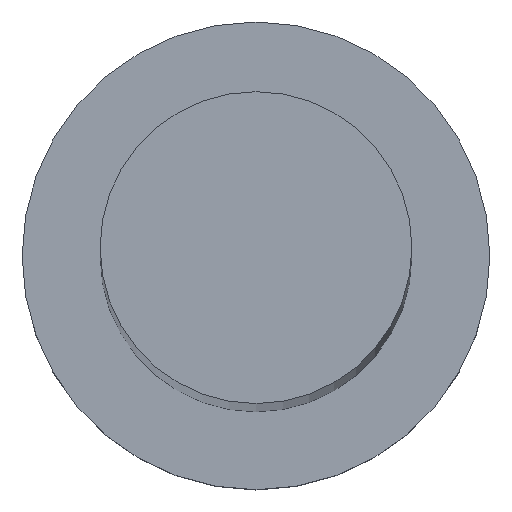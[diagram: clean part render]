
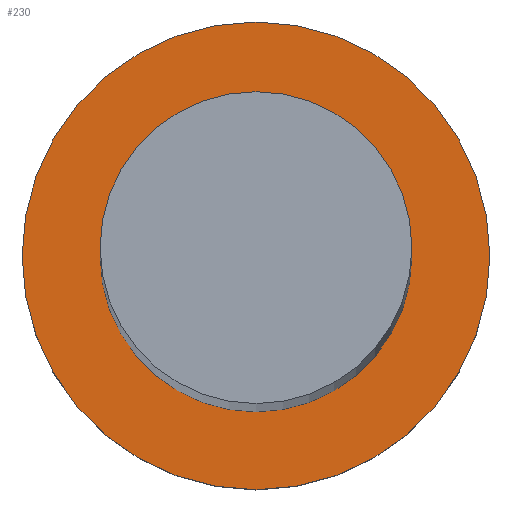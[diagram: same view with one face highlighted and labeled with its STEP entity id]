
A CAD part, top view. The second image highlights one B-rep face of the part: STEP entity #230.
In plain terms, the highlighted planar face has unit normal (0, 0, 1).
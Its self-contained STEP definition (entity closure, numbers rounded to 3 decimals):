
#11 = CARTESIAN_POINT ( 'NONE',  ( 12., 0., 7. ) ) ;
#13 = DIRECTION ( 'NONE',  ( 0., 0., 1. ) ) ;
#16 = AXIS2_PLACEMENT_3D ( 'NONE', #129, #243, #246 ) ;
#17 = DIRECTION ( 'NONE',  ( 0., 0., 1. ) ) ;
#20 = EDGE_CURVE ( 'NONE', #75, #49, #72, .T. ) ;
#24 = DIRECTION ( 'NONE',  ( 1., 0., 0. ) ) ;
#25 = EDGE_LOOP ( 'NONE', ( #175, #241 ) ) ;
#38 = AXIS2_PLACEMENT_3D ( 'NONE', #183, #13, #24 ) ;
#40 = CARTESIAN_POINT ( 'NONE',  ( -8., 0., 7. ) ) ;
#42 = CARTESIAN_POINT ( 'NONE',  ( 8., 0., 7. ) ) ;
#47 = AXIS2_PLACEMENT_3D ( 'NONE', #248, #17, #197 ) ;
#49 = VERTEX_POINT ( 'NONE', #11 ) ;
#51 = PLANE ( 'NONE',  #47 ) ;
#58 = CIRCLE ( 'NONE', #16, 8. ) ;
#64 = EDGE_CURVE ( 'NONE', #49, #75, #181, .T. ) ;
#67 = CARTESIAN_POINT ( 'NONE',  ( 0., 0., 7. ) ) ;
#72 = CIRCLE ( 'NONE', #143, 12. ) ;
#75 = VERTEX_POINT ( 'NONE', #90 ) ;
#90 = CARTESIAN_POINT ( 'NONE',  ( -12., 0., 7. ) ) ;
#96 = EDGE_LOOP ( 'NONE', ( #185, #232 ) ) ;
#97 = CARTESIAN_POINT ( 'NONE',  ( 0., 0., 7. ) ) ;
#99 = EDGE_CURVE ( 'NONE', #109, #134, #58, .T. ) ;
#109 = VERTEX_POINT ( 'NONE', #40 ) ;
#112 = FACE_OUTER_BOUND ( 'NONE', #25, .T. ) ;
#129 = CARTESIAN_POINT ( 'NONE',  ( 0., 0., 7. ) ) ;
#130 = DIRECTION ( 'NONE',  ( 1., 0., 0. ) ) ;
#134 = VERTEX_POINT ( 'NONE', #42 ) ;
#135 = DIRECTION ( 'NONE',  ( 0., 0., 1. ) ) ;
#136 = DIRECTION ( 'NONE',  ( 1., 0., 0. ) ) ;
#143 = AXIS2_PLACEMENT_3D ( 'NONE', #67, #192, #130 ) ;
#175 = ORIENTED_EDGE ( 'NONE', *, *, #20, .T. ) ;
#177 = AXIS2_PLACEMENT_3D ( 'NONE', #97, #135, #136 ) ;
#181 = CIRCLE ( 'NONE', #38, 12. ) ;
#183 = CARTESIAN_POINT ( 'NONE',  ( 0., 0., 7. ) ) ;
#185 = ORIENTED_EDGE ( 'NONE', *, *, #99, .F. ) ;
#192 = DIRECTION ( 'NONE',  ( 0., 0., 1. ) ) ;
#197 = DIRECTION ( 'NONE',  ( 1., 0., 0. ) ) ;
#211 = FACE_BOUND ( 'NONE', #96, .T. ) ;
#213 = EDGE_CURVE ( 'NONE', #134, #109, #219, .T. ) ;
#219 = CIRCLE ( 'NONE', #177, 8. ) ;
#230 = ADVANCED_FACE ( 'NONE', ( #211, #112 ), #51, .T. ) ;
#232 = ORIENTED_EDGE ( 'NONE', *, *, #213, .F. ) ;
#241 = ORIENTED_EDGE ( 'NONE', *, *, #64, .T. ) ;
#243 = DIRECTION ( 'NONE',  ( 0., 0., 1. ) ) ;
#246 = DIRECTION ( 'NONE',  ( 1., 0., 0. ) ) ;
#248 = CARTESIAN_POINT ( 'NONE',  ( 0., 0., 7. ) ) ;
